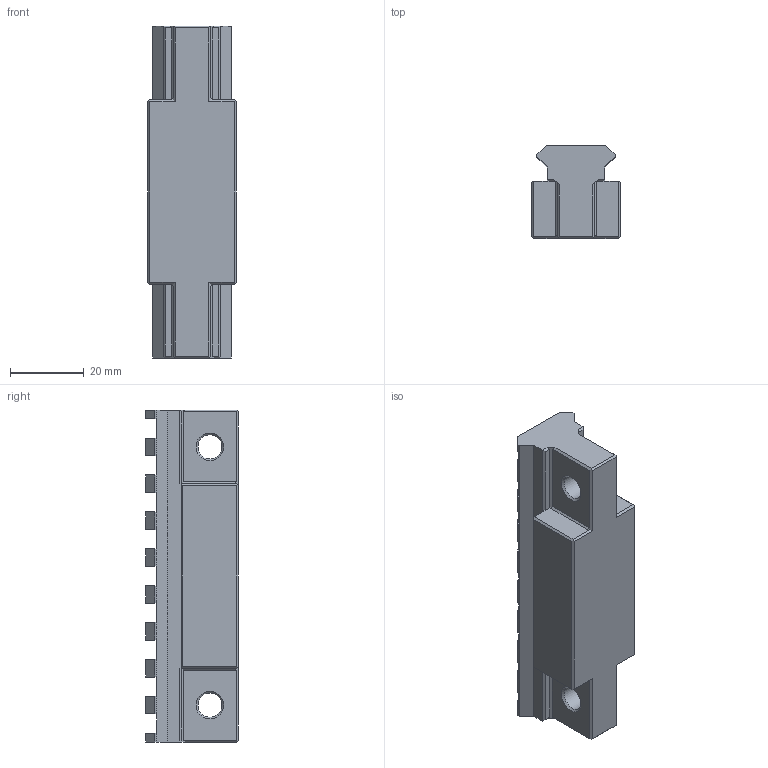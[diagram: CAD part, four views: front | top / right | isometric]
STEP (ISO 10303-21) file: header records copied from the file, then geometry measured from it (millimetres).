
FILE_DESCRIPTION(/* description */ ('Unknown'),/* implementation_level */ '2;1');
FILE_NAME(/* name */ 'filmDigitizer_135_filmCarrier_rokinon100mm_natoRail_V2',/* time_stamp */ '2024-05-09T15:15:21-04:00',/* author */ ('Unknown'),/* organization */ ('Unknown'),/* preprocessor_version */ 'ST-DEVELOPER v18.1',/* originating_system */ 'Solid Edge',/* authorisation */ 'Unknown');
FILE_SCHEMA (('AUTOMOTIVE_DESIGN {1 0 10303 214 3 1 1}'));
Length unit declared in the file: millimetre
Products named in the file (2): filmDigitizer_135_filmCarrier_V2; filmDigitizer_135_filmCarrier_rokinon100mm_natoRail_V2
Assembly tree (1 placements, depth 2):
  filmDigitizer_135_filmCarrier_V2
    filmDigitizer_135_filmCarrier_rokinon100mm_natoRail_V2
Bounding box: 24 x 25.16 x 90 mm (x, y, z)
Volume: 36627.5 mm3; surface area: 10660.6 mm2
Topology: 1 solids, 1 shells, 126 faces, 364 edges, 240 vertices
Faces by surface type: plane 120, cone 4, cylinder 2
Full cylindrical faces by diameter (mm): 6.5 x2
Entity records: 4043 total; most frequent: CARTESIAN_POINT 718, ORIENTED_EDGE 708, DIRECTION 618, EDGE_CURVE 354, LINE 346, VECTOR 346, VERTEX_POINT 236, EDGE_LOOP 136
